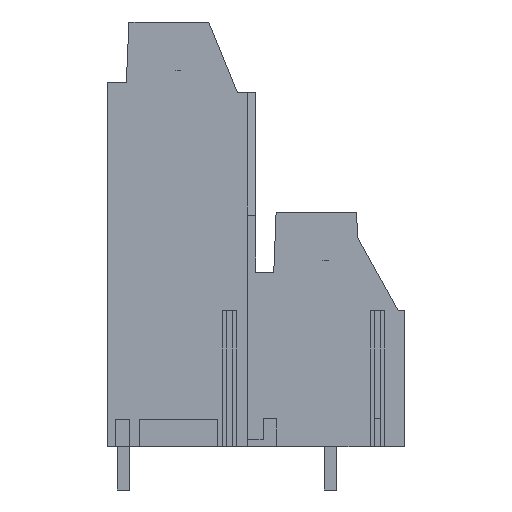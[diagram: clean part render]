
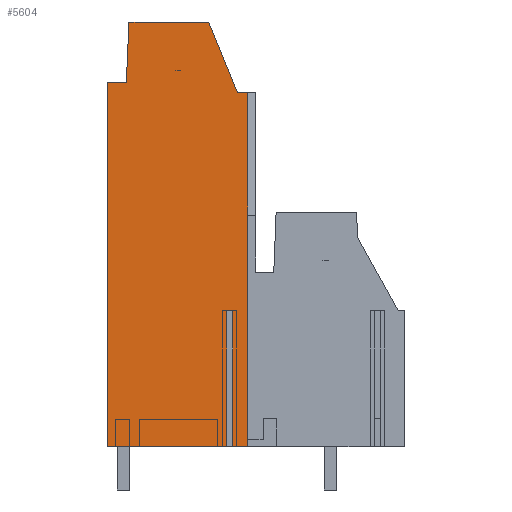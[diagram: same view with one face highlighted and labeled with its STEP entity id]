
A CAD part, left-side view. The second image highlights one B-rep face of the part: STEP entity #5604.
In plain terms, the highlighted planar face has unit normal (-1, 0, 0).
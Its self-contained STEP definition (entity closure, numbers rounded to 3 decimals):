
#5529=AXIS2_PLACEMENT_3D('Plane Axis2P3D',#5526,#5527,#5528) ;
#962=CARTESIAN_POINT('Vertex',(0.,21.94,3.2)) ;
#1154=CARTESIAN_POINT('Vertex',(0.,11.574,3.2)) ;
#1157=CARTESIAN_POINT('Line Origine',(0.,12.12,3.2)) ;
#1161=CARTESIAN_POINT('Vertex',(0.,12.665,3.2)) ;
#1210=CARTESIAN_POINT('Vertex',(0.,13.115,3.2)) ;
#1213=CARTESIAN_POINT('Line Origine',(0.,17.528,3.2)) ;
#1590=CARTESIAN_POINT('Vertex',(0.,11.574,29.26)) ;
#1593=CARTESIAN_POINT('Line Origine',(0.,11.574,16.23)) ;
#5526=CARTESIAN_POINT('Axis2P3D Location',(0.,11.,17.2)) ;
#5531=CARTESIAN_POINT('Line Origine',(0.,21.94,16.625)) ;
#5535=CARTESIAN_POINT('Vertex',(0.,21.94,30.05)) ;
#5538=CARTESIAN_POINT('Line Origine',(0.,13.115,8.2)) ;
#5542=CARTESIAN_POINT('Vertex',(0.,13.115,13.2)) ;
#5545=CARTESIAN_POINT('Line Origine',(0.,12.89,13.2)) ;
#5549=CARTESIAN_POINT('Vertex',(0.,12.665,13.2)) ;
#5552=CARTESIAN_POINT('Line Origine',(0.,12.665,8.2)) ;
#5557=CARTESIAN_POINT('Line Origine',(0.,11.956,29.26)) ;
#5561=CARTESIAN_POINT('Vertex',(0.,12.337,29.26)) ;
#5564=CARTESIAN_POINT('Line Origine',(0.,13.393,31.865)) ;
#5568=CARTESIAN_POINT('Vertex',(0.,14.449,34.47)) ;
#5571=CARTESIAN_POINT('Line Origine',(0.,17.389,34.47)) ;
#5575=CARTESIAN_POINT('Vertex',(0.,20.328,34.47)) ;
#5578=CARTESIAN_POINT('Line Origine',(0.,20.424,32.26)) ;
#5582=CARTESIAN_POINT('Vertex',(0.,20.521,30.05)) ;
#5585=CARTESIAN_POINT('Line Origine',(0.,21.23,30.05)) ;
#1158=DIRECTION('Vector Direction',(0.,1.,0.)) ;
#1214=DIRECTION('Vector Direction',(0.,1.,0.)) ;
#1594=DIRECTION('Vector Direction',(0.,0.,1.)) ;
#5527=DIRECTION('Axis2P3D Direction',(1.,0.,0.)) ;
#5528=DIRECTION('Axis2P3D XDirection',(0.,1.,0.)) ;
#5532=DIRECTION('Vector Direction',(0.,0.,-1.)) ;
#5539=DIRECTION('Vector Direction',(0.,0.,1.)) ;
#5546=DIRECTION('Vector Direction',(0.,1.,0.)) ;
#5553=DIRECTION('Vector Direction',(0.,0.,1.)) ;
#5558=DIRECTION('Vector Direction',(0.,1.,0.)) ;
#5565=DIRECTION('Vector Direction',(0.,0.376,0.927)) ;
#5572=DIRECTION('Vector Direction',(0.,1.,0.)) ;
#5579=DIRECTION('Vector Direction',(0.,-0.044,0.999)) ;
#5586=DIRECTION('Vector Direction',(0.,1.,0.)) ;
#1159=VECTOR('Line Direction',#1158,1.) ;
#1215=VECTOR('Line Direction',#1214,1.) ;
#1595=VECTOR('Line Direction',#1594,1.) ;
#5533=VECTOR('Line Direction',#5532,1.) ;
#5540=VECTOR('Line Direction',#5539,1.) ;
#5547=VECTOR('Line Direction',#5546,1.) ;
#5554=VECTOR('Line Direction',#5553,1.) ;
#5559=VECTOR('Line Direction',#5558,1.) ;
#5566=VECTOR('Line Direction',#5565,1.) ;
#5573=VECTOR('Line Direction',#5572,1.) ;
#5580=VECTOR('Line Direction',#5579,1.) ;
#5587=VECTOR('Line Direction',#5586,1.) ;
#5591=ORIENTED_EDGE('',*,*,#5537,.T.) ;
#5592=ORIENTED_EDGE('',*,*,#1217,.F.) ;
#5593=ORIENTED_EDGE('',*,*,#5544,.T.) ;
#5594=ORIENTED_EDGE('',*,*,#5551,.F.) ;
#5595=ORIENTED_EDGE('',*,*,#5556,.F.) ;
#5596=ORIENTED_EDGE('',*,*,#1163,.F.) ;
#5597=ORIENTED_EDGE('',*,*,#1597,.T.) ;
#5598=ORIENTED_EDGE('',*,*,#5563,.T.) ;
#5599=ORIENTED_EDGE('',*,*,#5570,.T.) ;
#5600=ORIENTED_EDGE('',*,*,#5577,.T.) ;
#5601=ORIENTED_EDGE('',*,*,#5584,.F.) ;
#5602=ORIENTED_EDGE('',*,*,#5589,.T.) ;
#5604=ADVANCED_FACE('housing',(#5603),#5530,.F.) ;
#1163=EDGE_CURVE('',#1155,#1162,#1160,.T.) ;
#1217=EDGE_CURVE('',#1211,#963,#1216,.T.) ;
#1597=EDGE_CURVE('',#1155,#1591,#1596,.T.) ;
#5537=EDGE_CURVE('',#5536,#963,#5534,.T.) ;
#5544=EDGE_CURVE('',#1211,#5543,#5541,.T.) ;
#5551=EDGE_CURVE('',#5550,#5543,#5548,.T.) ;
#5556=EDGE_CURVE('',#1162,#5550,#5555,.T.) ;
#5563=EDGE_CURVE('',#1591,#5562,#5560,.T.) ;
#5570=EDGE_CURVE('',#5562,#5569,#5567,.T.) ;
#5577=EDGE_CURVE('',#5569,#5576,#5574,.T.) ;
#5584=EDGE_CURVE('',#5583,#5576,#5581,.T.) ;
#5589=EDGE_CURVE('',#5583,#5536,#5588,.T.) ;
#5590=EDGE_LOOP('',(#5591,#5592,#5593,#5594,#5595,#5596,#5597,#5598,#5599,#5600,#5601,#5602)) ;
#5603=FACE_OUTER_BOUND('',#5590,.T.) ;
#1160=LINE('Line',#1157,#1159) ;
#1216=LINE('Line',#1213,#1215) ;
#1596=LINE('Line',#1593,#1595) ;
#5534=LINE('Line',#5531,#5533) ;
#5541=LINE('Line',#5538,#5540) ;
#5548=LINE('Line',#5545,#5547) ;
#5555=LINE('Line',#5552,#5554) ;
#5560=LINE('Line',#5557,#5559) ;
#5567=LINE('Line',#5564,#5566) ;
#5574=LINE('Line',#5571,#5573) ;
#5581=LINE('Line',#5578,#5580) ;
#5588=LINE('Line',#5585,#5587) ;
#5530=PLANE('',#5529) ;
#963=VERTEX_POINT('',#962) ;
#1155=VERTEX_POINT('',#1154) ;
#1162=VERTEX_POINT('',#1161) ;
#1211=VERTEX_POINT('',#1210) ;
#1591=VERTEX_POINT('',#1590) ;
#5536=VERTEX_POINT('',#5535) ;
#5543=VERTEX_POINT('',#5542) ;
#5550=VERTEX_POINT('',#5549) ;
#5562=VERTEX_POINT('',#5561) ;
#5569=VERTEX_POINT('',#5568) ;
#5576=VERTEX_POINT('',#5575) ;
#5583=VERTEX_POINT('',#5582) ;
